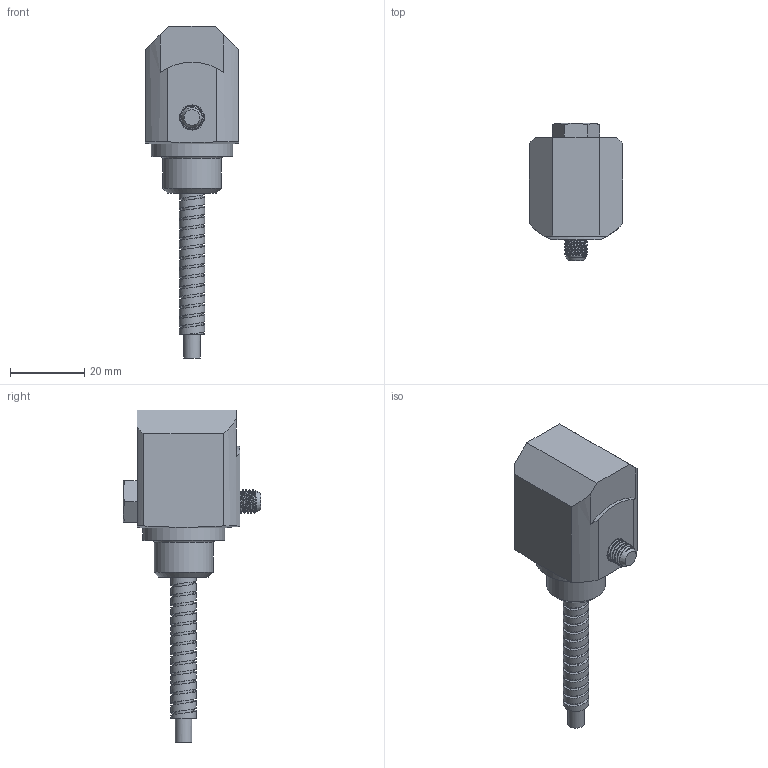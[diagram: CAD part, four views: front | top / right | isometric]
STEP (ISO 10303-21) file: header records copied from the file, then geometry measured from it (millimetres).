
FILE_DESCRIPTION(/* description */ (''),/* implementation_level */ '2;1');
FILE_NAME(/* name */ 'MASTER_NEGATIVE_SIDE-EXIT_ARMOR_STANDARD.stp',/* time_stamp */ '2017-04-26T12:33:08-04:00',/* author */ ('aneininger'),/* organization */ (''),/* preprocessor_version */ 'ST-DEVELOPER v16.5',/* originating_system */ 'Autodesk Inventor 2017',/* authorisation */ '');
FILE_SCHEMA (('AUTOMOTIVE_DESIGN { 1 0 10303 214 3 1 1 }'));
Length unit declared in the file: inch
Products named in the file (3): MASTER_NEGATIVE_SIDE-EXIT_ARMOR_STANDARD_STEP; MASTER_NEGATIVE_SIDE-EXIT_ARMOR_STANDARD; ACP32018
Assembly tree (2 placements, depth 2):
  MASTER_NEGATIVE_SIDE-EXIT_ARMOR_STANDARD_STEP
    MASTER_NEGATIVE_SIDE-EXIT_ARMOR_STANDARD
    ACP32018
Bounding box: 25.15 x 37.16 x 89.48 mm (x, y, z)
Volume: 24140.6 mm3; surface area: 9651.9 mm2
Topology: 2 solids, 2 shells, 340 faces, 748 edges, 484 vertices
Faces by surface type: plane 158, cylinder 115, bspline 44, cone 14, torus 9
Full cylindrical faces by diameter (mm): 0.127 x19, 0.203 x38, 1.27 x1, 1.413 x2, 1.524 x3, 1.587 x3, 2.89 x1, 3.417 x1, 3.571 x1, 4.496 x12, 4.953 x1, 5.359 x1, 6.756 x1, 11.43 x1, 15.875 x1, 22.047 x1
Entity records: 18231 total; most frequent: CARTESIAN_POINT 11159, DIRECTION 1320, ORIENTED_EDGE 1216, EDGE_CURVE 608, AXIS2_PLACEMENT_3D 551, EDGE_LOOP 503, VERTEX_POINT 449, FACE_OUTER_BOUND 328
